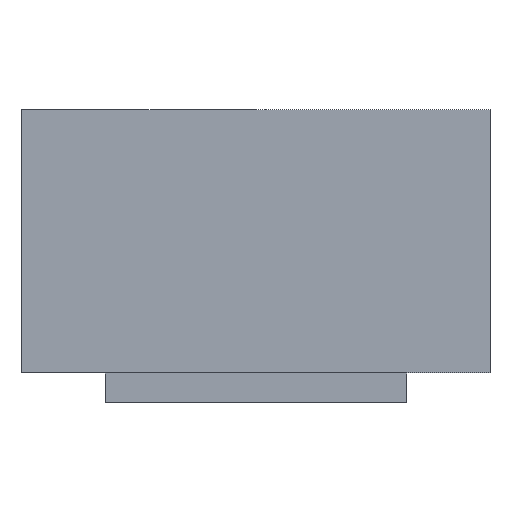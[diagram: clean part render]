
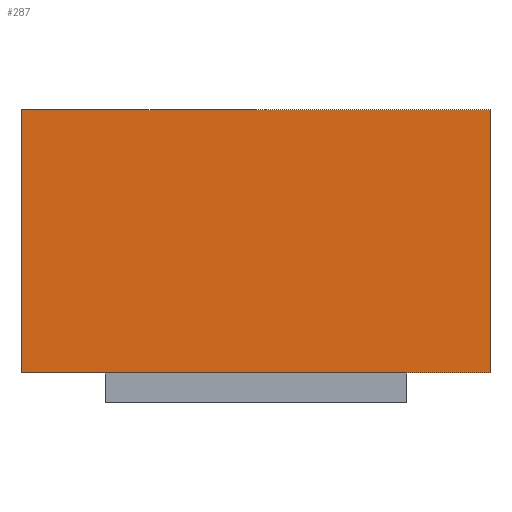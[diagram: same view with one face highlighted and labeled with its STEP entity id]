
A CAD part, left-side view. The second image highlights one B-rep face of the part: STEP entity #287.
In plain terms, the highlighted planar face has unit normal (-1, 0, 0).
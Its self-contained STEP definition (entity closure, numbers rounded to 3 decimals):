
#29=FACE_OUTER_BOUND('',#47,.T.);
#47=EDGE_LOOP('',(#197,#198,#199,#200));
#65=LINE('',#441,#101);
#66=LINE('',#443,#102);
#67=LINE('',#445,#103);
#68=LINE('',#446,#104);
#101=VECTOR('',#360,1.);
#102=VECTOR('',#361,1.);
#103=VECTOR('',#362,1.);
#104=VECTOR('',#363,1.);
#137=VERTEX_POINT('',#439);
#138=VERTEX_POINT('',#440);
#139=VERTEX_POINT('',#442);
#140=VERTEX_POINT('',#444);
#161=EDGE_CURVE('',#137,#138,#65,.T.);
#162=EDGE_CURVE('',#138,#139,#66,.T.);
#163=EDGE_CURVE('',#140,#139,#67,.T.);
#164=EDGE_CURVE('',#137,#140,#68,.T.);
#197=ORIENTED_EDGE('',*,*,#161,.T.);
#198=ORIENTED_EDGE('',*,*,#162,.T.);
#199=ORIENTED_EDGE('',*,*,#163,.F.);
#200=ORIENTED_EDGE('',*,*,#164,.F.);
#269=PLANE('',#333);
#287=ADVANCED_FACE('',(#29),#269,.T.);
#333=AXIS2_PLACEMENT_3D('',#438,#358,#359);
#358=DIRECTION('center_axis',(-1.,0.,0.));
#359=DIRECTION('ref_axis',(0.,1.,0.));
#360=DIRECTION('',(0.,0.,1.));
#361=DIRECTION('',(0.,1.,0.));
#362=DIRECTION('',(0.,0.,1.));
#363=DIRECTION('',(0.,1.,0.));
#438=CARTESIAN_POINT('Origin',(-1.3,-0.8,0.));
#439=CARTESIAN_POINT('',(-1.3,-0.8,0.));
#440=CARTESIAN_POINT('',(-1.3,-0.8,0.9));
#441=CARTESIAN_POINT('',(-1.3,-0.8,0.));
#442=CARTESIAN_POINT('',(-1.3,0.8,0.9));
#443=CARTESIAN_POINT('',(-1.3,-0.8,0.9));
#444=CARTESIAN_POINT('',(-1.3,0.8,0.));
#445=CARTESIAN_POINT('',(-1.3,0.8,0.));
#446=CARTESIAN_POINT('',(-1.3,-0.8,0.));
